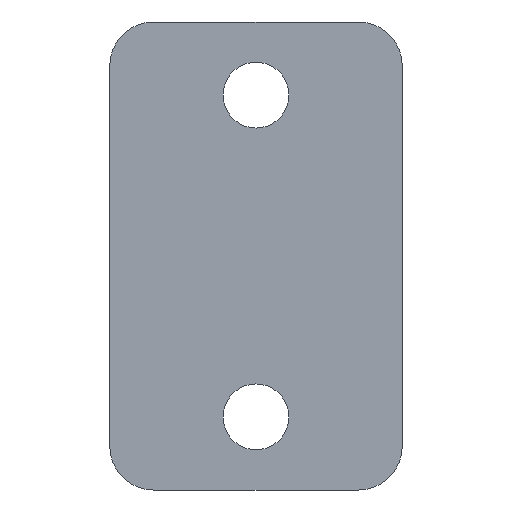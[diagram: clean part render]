
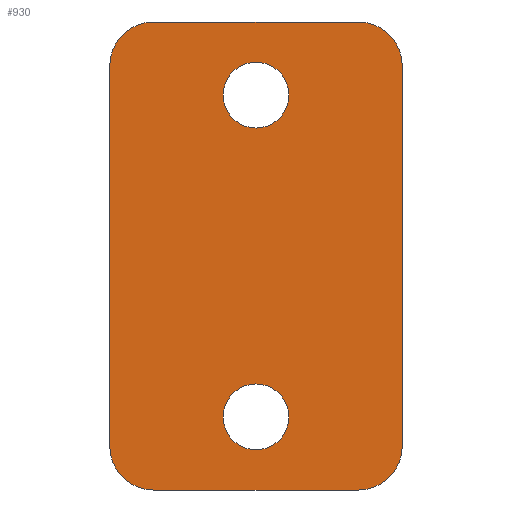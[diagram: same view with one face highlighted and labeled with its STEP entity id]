
A CAD part, front view. The second image highlights one B-rep face of the part: STEP entity #930.
In plain terms, the highlighted planar face has unit normal (0, -1, 0).
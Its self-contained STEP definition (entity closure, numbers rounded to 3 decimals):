
#33=FACE_BOUND('',#324,.T.);
#34=FACE_BOUND('',#325,.T.);
#59=PLANE('',#1047);
#78=LINE('',#1518,#149);
#83=LINE('',#1529,#154);
#112=LINE('',#1634,#183);
#130=LINE('',#1683,#201);
#149=VECTOR('',#1146,10.);
#154=VECTOR('',#1157,10.);
#183=VECTOR('',#1254,10.);
#201=VECTOR('',#1312,10.);
#268=FACE_OUTER_BOUND('',#323,.T.);
#323=EDGE_LOOP('',(#868,#869,#870,#871,#872,#873,#874,#875));
#324=EDGE_LOOP('',(#876));
#325=EDGE_LOOP('',(#877));
#360=CIRCLE('',#1020,3.);
#361=CIRCLE('',#1022,3.);
#362=CIRCLE('',#1025,3.);
#363=CIRCLE('',#1028,3.);
#366=CIRCLE('',#1041,2.25);
#367=CIRCLE('',#1043,2.25);
#426=VERTEX_POINT('',#1515);
#427=VERTEX_POINT('',#1517);
#429=VERTEX_POINT('',#1526);
#430=VERTEX_POINT('',#1528);
#455=VERTEX_POINT('',#1619);
#456=VERTEX_POINT('',#1623);
#457=VERTEX_POINT('',#1628);
#458=VERTEX_POINT('',#1632);
#468=VERTEX_POINT('',#1673);
#469=VERTEX_POINT('',#1677);
#528=EDGE_CURVE('',#427,#426,#78,.T.);
#534=EDGE_CURVE('',#430,#429,#83,.T.);
#575=EDGE_CURVE('',#430,#455,#360,.T.);
#578=EDGE_CURVE('',#456,#426,#361,.T.);
#580=EDGE_CURVE('',#457,#429,#362,.T.);
#582=EDGE_CURVE('',#457,#458,#112,.T.);
#583=EDGE_CURVE('',#427,#458,#363,.T.);
#602=EDGE_CURVE('',#468,#468,#366,.T.);
#604=EDGE_CURVE('',#469,#469,#367,.T.);
#605=EDGE_CURVE('',#456,#455,#130,.T.);
#868=ORIENTED_EDGE('',*,*,#575,.F.);
#869=ORIENTED_EDGE('',*,*,#534,.T.);
#870=ORIENTED_EDGE('',*,*,#580,.F.);
#871=ORIENTED_EDGE('',*,*,#582,.T.);
#872=ORIENTED_EDGE('',*,*,#583,.F.);
#873=ORIENTED_EDGE('',*,*,#528,.T.);
#874=ORIENTED_EDGE('',*,*,#578,.F.);
#875=ORIENTED_EDGE('',*,*,#605,.T.);
#876=ORIENTED_EDGE('',*,*,#602,.T.);
#877=ORIENTED_EDGE('',*,*,#604,.T.);
#930=ADVANCED_FACE('',(#268,#33,#34),#59,.T.);
#1020=AXIS2_PLACEMENT_3D('',#1620,#1236,#1237);
#1022=AXIS2_PLACEMENT_3D('',#1625,#1242,#1243);
#1025=AXIS2_PLACEMENT_3D('',#1630,#1249,#1250);
#1028=AXIS2_PLACEMENT_3D('',#1636,#1257,#1258);
#1041=AXIS2_PLACEMENT_3D('',#1675,#1299,#1300);
#1043=AXIS2_PLACEMENT_3D('',#1679,#1304,#1305);
#1047=AXIS2_PLACEMENT_3D('',#1684,#1313,#1314);
#1146=DIRECTION('',(0.,0.,1.));
#1157=DIRECTION('',(0.,0.,-1.));
#1236=DIRECTION('center_axis',(0.,1.,0.));
#1237=DIRECTION('ref_axis',(-0.707,0.,0.707));
#1242=DIRECTION('center_axis',(0.,1.,0.));
#1243=DIRECTION('ref_axis',(0.707,0.,0.707));
#1249=DIRECTION('center_axis',(0.,1.,0.));
#1250=DIRECTION('ref_axis',(-0.707,0.,-0.707));
#1254=DIRECTION('',(1.,0.,0.));
#1257=DIRECTION('center_axis',(0.,1.,0.));
#1258=DIRECTION('ref_axis',(0.707,0.,-0.707));
#1299=DIRECTION('center_axis',(0.,1.,0.));
#1300=DIRECTION('ref_axis',(1.,0.,0.));
#1304=DIRECTION('center_axis',(0.,1.,0.));
#1305=DIRECTION('ref_axis',(1.,0.,0.));
#1312=DIRECTION('',(-1.,0.,0.));
#1313=DIRECTION('center_axis',(0.,-1.,0.));
#1314=DIRECTION('ref_axis',(0.,0.,-1.));
#1515=CARTESIAN_POINT('',(10.,0.,13.));
#1517=CARTESIAN_POINT('',(10.,0.,-13.));
#1518=CARTESIAN_POINT('',(10.,0.,-16.));
#1526=CARTESIAN_POINT('',(-10.,0.,-13.));
#1528=CARTESIAN_POINT('',(-10.,0.,13.));
#1529=CARTESIAN_POINT('',(-10.,0.,16.));
#1619=CARTESIAN_POINT('',(-7.,0.,16.));
#1620=CARTESIAN_POINT('Origin',(-7.,0.,13.));
#1623=CARTESIAN_POINT('',(7.,0.,16.));
#1625=CARTESIAN_POINT('Origin',(7.,0.,13.));
#1628=CARTESIAN_POINT('',(-7.,0.,-16.));
#1630=CARTESIAN_POINT('Origin',(-7.,0.,-13.));
#1632=CARTESIAN_POINT('',(7.,0.,-16.));
#1634=CARTESIAN_POINT('',(-10.,0.,-16.));
#1636=CARTESIAN_POINT('Origin',(7.,0.,-13.));
#1673=CARTESIAN_POINT('',(-2.25,0.,-11.));
#1675=CARTESIAN_POINT('Origin',(0.,0.,-11.));
#1677=CARTESIAN_POINT('',(-2.25,0.,11.));
#1679=CARTESIAN_POINT('Origin',(0.,0.,11.));
#1683=CARTESIAN_POINT('',(10.,0.,16.));
#1684=CARTESIAN_POINT('Origin',(0.,0.,0.));
